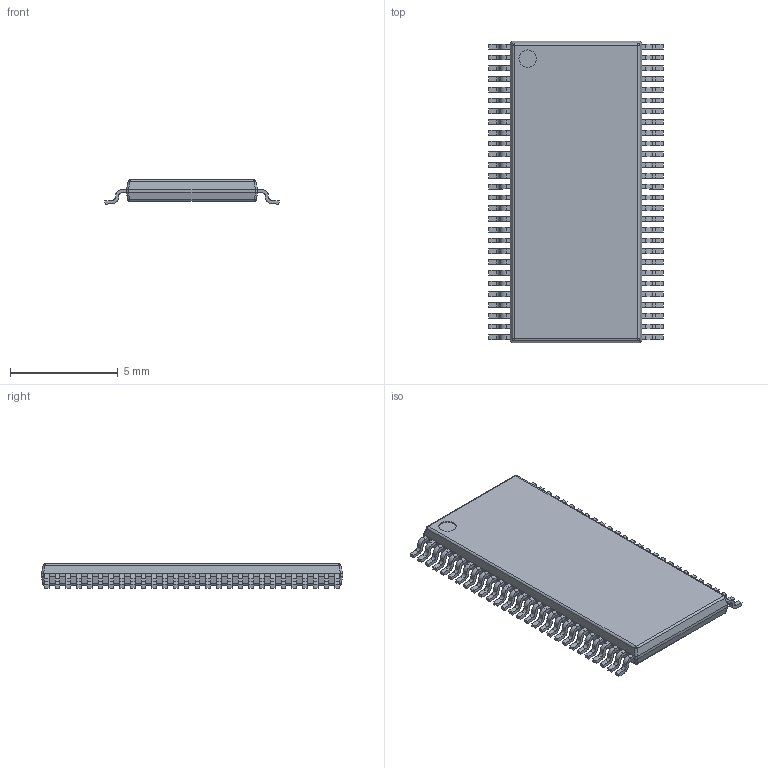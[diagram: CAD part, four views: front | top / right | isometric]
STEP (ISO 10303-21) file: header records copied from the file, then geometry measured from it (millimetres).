
FILE_DESCRIPTION (( 'STEP AP214' ), '1' );
FILE_NAME ('4639C235-BBD5-4B84-9120-CF01A17926F5.STEP', '2024-08-06T17:14:44', ( '' ), ( '' ), 'SwSTEP 2.0', 'SolidWorks 2022', '' );
FILE_SCHEMA (( 'AUTOMOTIVE_DESIGN' ));
Length unit declared in the file: millimetre
Products named in the file (1): 4639C235-BBD5-4B84-9120-CF01A17926F5
Bounding box: 8.1 x 14 x 1.13 mm (x, y, z)
Volume: 86.1 mm3; surface area: 304.2 mm2
Topology: 58 solids, 58 shells, 880 faces, 2258 edges, 1496 vertices
Faces by surface type: plane 618, cylinder 246, sphere 16
Entity records: 27194 total; most frequent: CARTESIAN_POINT 4723, ORIENTED_EDGE 4516, DIRECTION 4492, EDGE_CURVE 2258, VECTOR 1738, LINE 1738, VERTEX_POINT 1496, AXIS2_PLACEMENT_3D 1377
